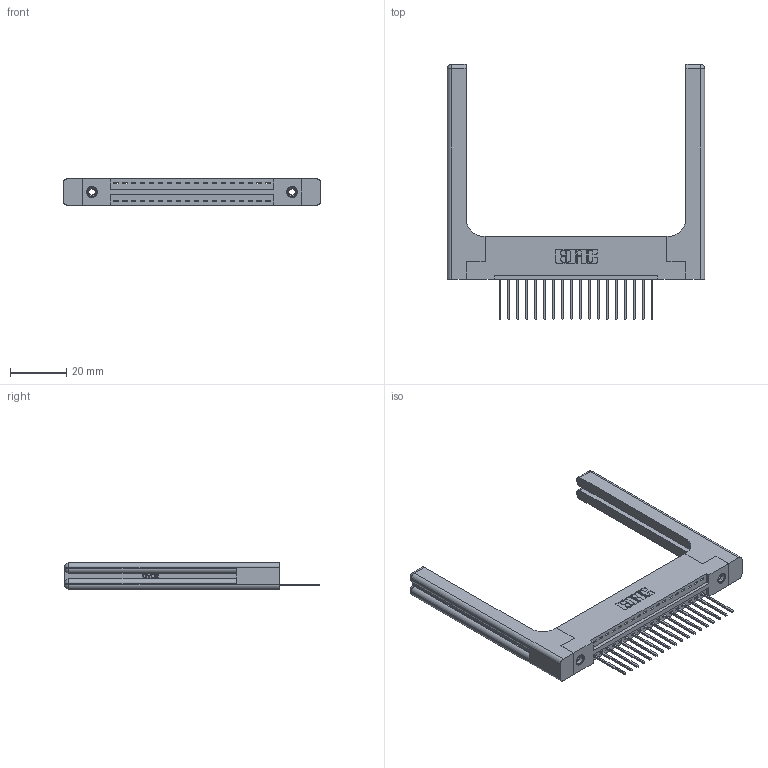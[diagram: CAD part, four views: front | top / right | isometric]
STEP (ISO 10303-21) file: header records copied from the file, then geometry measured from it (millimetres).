
FILE_DESCRIPTION (( 'STEP AP203' ), '1' );
FILE_NAME ('346-018-540-158.STEP', '2022-05-05T14:18:57', ( '' ), ( '' ), 'SwSTEP 2.0', 'SolidWorks 2020', '' );
FILE_SCHEMA (( 'CONFIG_CONTROL_DESIGN' ));
Length unit declared in the file: inch
Products named in the file (5): 345-250-001_345-250-001-102; 346 Part_Flush Mounting Lugs - 0.156 Dia-TH; 346-018-540-158; 346-220-058_345-220-058; 345-292-001_345-293-140
Assembly tree (23 placements, depth 2):
  346-018-540-158
    346 Part_Flush Mounting Lugs - 0.156 Dia-TH
    345-292-001_345-293-140  x18
    345-250-001_345-250-001-102  x2
    346-220-058_345-220-058  x2
Bounding box: 91.21 x 90.42 x 9.4 mm (x, y, z)
Volume: 16090.3 mm3; surface area: 15834.5 mm2
Topology: 23 solids, 23 shells, 1436 faces, 4199 edges, 2754 vertices
Faces by surface type: plane 958, cylinder 418, bspline 36, cone 12, sphere 8, torus 4
Entity records: 20018 total; most frequent: CARTESIAN_POINT 4421, ORIENTED_EDGE 3168, DIRECTION 2860, EDGE_CURVE 1584, LINE 1288, VECTOR 1288, VERTEX_POINT 1046, AXIS2_PLACEMENT_3D 786
